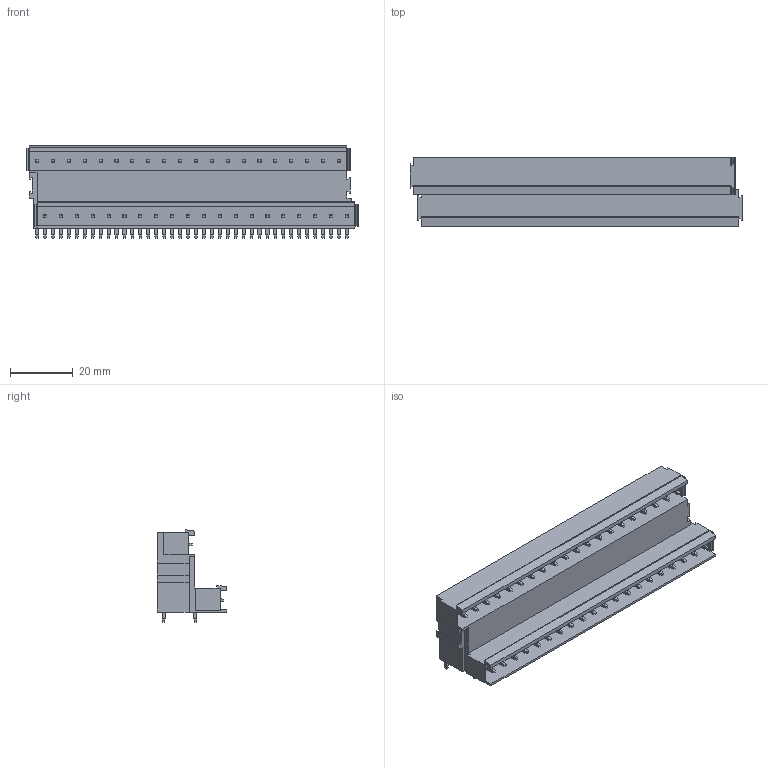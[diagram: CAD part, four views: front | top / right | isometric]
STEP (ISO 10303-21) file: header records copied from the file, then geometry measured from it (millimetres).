
FILE_DESCRIPTION(('CATIA V5 STEP Exchange','CAx-IF Rec.Pracs.--- Model Styling and Organization---1.2---2011-12-15'),'2;1');
FILE_NAME ('D1454990_0_1726460000_1726460000.stp','2018-11-03T12:58:34+00:00',('none'),('Weidmueller'),'CATIA Version 5-6 Release 2014','CATIA V5 STEP AP214','none');
FILE_SCHEMA(('AUTOMOTIVE_DESIGN { 1 0 10303 214 1 1 1 1 }'));
Length unit declared in the file: millimetre
Products named in the file (1): 1726460000
Bounding box: 106.14 x 22.16 x 29.48 mm (x, y, z)
Volume: 29444.4 mm3; surface area: 20686.4 mm2
Topology: 41 solids, 41 shells, 967 faces, 2327 edges, 1442 vertices
Faces by surface type: plane 967
Entity records: 24126 total; most frequent: ORIENTED_EDGE 4654, CARTESIAN_POINT 4501, DIRECTION 2829, EDGE_CURVE 2327, VECTOR 2007, LINE 2007, VERTEX_POINT 1442, EDGE_LOOP 1047
